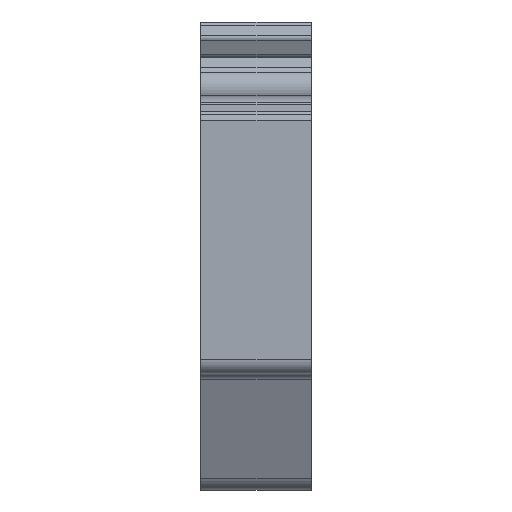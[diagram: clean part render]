
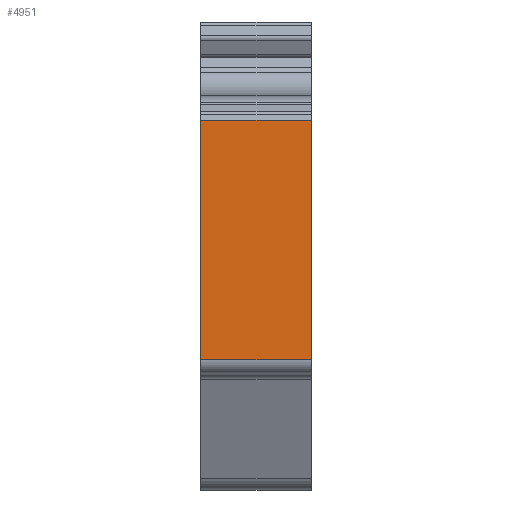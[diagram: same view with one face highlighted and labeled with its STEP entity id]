
A CAD part, left-side view. The second image highlights one B-rep face of the part: STEP entity #4951.
In plain terms, the highlighted face is planar.
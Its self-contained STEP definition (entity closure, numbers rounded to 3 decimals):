
#148 = EDGE_CURVE ( 'NONE', #4939, #3411, #3947, .T. ) ;
#227 = CARTESIAN_POINT ( 'NONE',  ( 11.9, 18.65, 33.536 ) ) ;
#263 = VERTEX_POINT ( 'NONE', #883 ) ;
#266 = CARTESIAN_POINT ( 'NONE',  ( 0., 18.65, 7.7 ) ) ;
#285 = VERTEX_POINT ( 'NONE', #3207 ) ;
#334 = PLANE ( 'NONE',  #3273 ) ;
#526 = CARTESIAN_POINT ( 'NONE',  ( 0., 18.65, 33.536 ) ) ;
#709 = DIRECTION ( 'NONE',  ( -1., 0., 0. ) ) ;
#883 = CARTESIAN_POINT ( 'NONE',  ( 0., 18.65, 7.7 ) ) ;
#1397 = DIRECTION ( 'NONE',  ( 0., 0., -1. ) ) ;
#1804 = DIRECTION ( 'NONE',  ( 1., 0., 0. ) ) ;
#1821 = ORIENTED_EDGE ( 'NONE', *, *, #148, .T. ) ;
#1837 = ORIENTED_EDGE ( 'NONE', *, *, #3559, .T. ) ;
#1913 = ORIENTED_EDGE ( 'NONE', *, *, #2086, .F. ) ;
#2086 = EDGE_CURVE ( 'NONE', #285, #263, #2903, .T. ) ;
#2117 = EDGE_CURVE ( 'NONE', #263, #3411, #3770, .T. ) ;
#2197 = CARTESIAN_POINT ( 'NONE',  ( 11.9, 18.65, 33.536 ) ) ;
#2251 = CARTESIAN_POINT ( 'NONE',  ( 0., 18.65, 33.536 ) ) ;
#2255 = EDGE_LOOP ( 'NONE', ( #1821, #4421, #1913, #1837 ) ) ;
#2903 = LINE ( 'NONE', #2251, #4043 ) ;
#3207 = CARTESIAN_POINT ( 'NONE',  ( 0., 18.65, 33.536 ) ) ;
#3273 = AXIS2_PLACEMENT_3D ( 'NONE', #3736, #4143, #709 ) ;
#3328 = VECTOR ( 'NONE', #4742, 1000. ) ;
#3411 = VERTEX_POINT ( 'NONE', #3801 ) ;
#3517 = DIRECTION ( 'NONE',  ( 0., 0., -1. ) ) ;
#3559 = EDGE_CURVE ( 'NONE', #285, #4939, #4281, .T. ) ;
#3628 = VECTOR ( 'NONE', #3517, 1000. ) ;
#3736 = CARTESIAN_POINT ( 'NONE',  ( 0., 18.65, 33.536 ) ) ;
#3770 = LINE ( 'NONE', #266, #4129 ) ;
#3801 = CARTESIAN_POINT ( 'NONE',  ( 11.9, 18.65, 7.7 ) ) ;
#3947 = LINE ( 'NONE', #227, #3628 ) ;
#4043 = VECTOR ( 'NONE', #1397, 1000. ) ;
#4129 = VECTOR ( 'NONE', #1804, 1000. ) ;
#4143 = DIRECTION ( 'NONE',  ( 0., -1., 0. ) ) ;
#4281 = LINE ( 'NONE', #526, #3328 ) ;
#4421 = ORIENTED_EDGE ( 'NONE', *, *, #2117, .F. ) ;
#4499 = FACE_OUTER_BOUND ( 'NONE', #2255, .T. ) ;
#4742 = DIRECTION ( 'NONE',  ( 1., 0., 0. ) ) ;
#4939 = VERTEX_POINT ( 'NONE', #2197 ) ;
#4951 = ADVANCED_FACE ( 'NONE', ( #4499 ), #334, .F. ) ;
